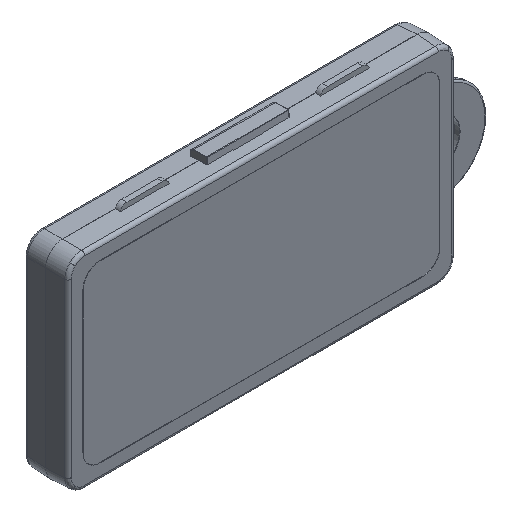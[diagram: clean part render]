
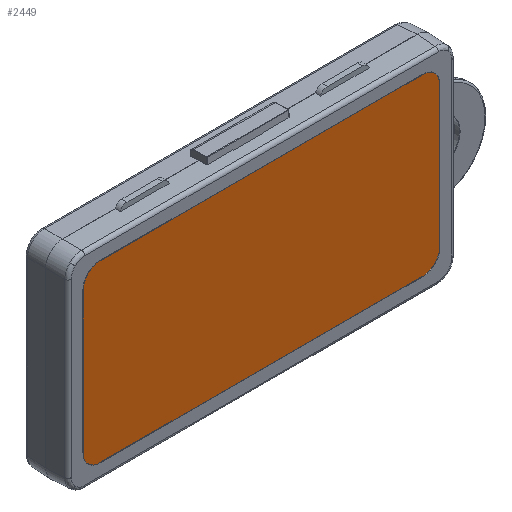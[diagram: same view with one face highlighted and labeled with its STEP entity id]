
A CAD part, isometric view. The second image highlights one B-rep face of the part: STEP entity #2449.
In plain terms, the highlighted planar face has unit normal (0, -1, 0).
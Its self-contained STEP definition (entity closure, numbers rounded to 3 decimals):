
#303 = LINE ( 'NONE', #5773, #5492 ) ;
#322 = DIRECTION ( 'NONE',  ( 0., -1., 0. ) ) ;
#436 = DIRECTION ( 'NONE',  ( 0., -1., 0. ) ) ;
#602 = ORIENTED_EDGE ( 'NONE', *, *, #4110, .T. ) ;
#655 = CARTESIAN_POINT ( 'NONE',  ( 53., 0.1, 21. ) ) ;
#671 = EDGE_CURVE ( 'NONE', #2522, #5751, #1716, .T. ) ;
#673 = CIRCLE ( 'NONE', #2503, 5. ) ;
#685 = AXIS2_PLACEMENT_3D ( 'NONE', #1103, #4281, #1928 ) ;
#704 = ORIENTED_EDGE ( 'NONE', *, *, #2022, .T. ) ;
#752 = CARTESIAN_POINT ( 'NONE',  ( -53., 0.1, 21. ) ) ;
#796 = CARTESIAN_POINT ( 'NONE',  ( 48., 0.1, -26. ) ) ;
#835 = CARTESIAN_POINT ( 'NONE',  ( -48., 0.1, -26. ) ) ;
#992 = CARTESIAN_POINT ( 'NONE',  ( -53., 0.1, -21. ) ) ;
#1061 = VERTEX_POINT ( 'NONE', #655 ) ;
#1103 = CARTESIAN_POINT ( 'NONE',  ( -48., 0.1, -21. ) ) ;
#1161 = VERTEX_POINT ( 'NONE', #796 ) ;
#1245 = ORIENTED_EDGE ( 'NONE', *, *, #671, .T. ) ;
#1266 = DIRECTION ( 'NONE',  ( 0., 0., -1. ) ) ;
#1294 = DIRECTION ( 'NONE',  ( 0., -1., 0. ) ) ;
#1306 = DIRECTION ( 'NONE',  ( 0., -1., 0. ) ) ;
#1429 = VECTOR ( 'NONE', #5031, 1000. ) ;
#1713 = CARTESIAN_POINT ( 'NONE',  ( -53., 0.1, 26. ) ) ;
#1716 = CIRCLE ( 'NONE', #3639, 5. ) ;
#1928 = DIRECTION ( 'NONE',  ( 0., 0., -1. ) ) ;
#1968 = ORIENTED_EDGE ( 'NONE', *, *, #4692, .T. ) ;
#2022 = EDGE_CURVE ( 'NONE', #2376, #1061, #5626, .T. ) ;
#2186 = PLANE ( 'NONE',  #3011 ) ;
#2208 = DIRECTION ( 'NONE',  ( 1., 0., 0. ) ) ;
#2301 = DIRECTION ( 'NONE',  ( 0., 0., -1. ) ) ;
#2376 = VERTEX_POINT ( 'NONE', #4198 ) ;
#2449 = ADVANCED_FACE ( 'NONE', ( #5368 ), #2186, .T. ) ;
#2503 = AXIS2_PLACEMENT_3D ( 'NONE', #4883, #1294, #4970 ) ;
#2522 = VERTEX_POINT ( 'NONE', #3976 ) ;
#2671 = DIRECTION ( 'NONE',  ( 0., 0., -1. ) ) ;
#2675 = EDGE_CURVE ( 'NONE', #5897, #4122, #4156, .T. ) ;
#2780 = DIRECTION ( 'NONE',  ( 0., 0., 1. ) ) ;
#2848 = CARTESIAN_POINT ( 'NONE',  ( 53., 0.1, 26. ) ) ;
#2878 = ORIENTED_EDGE ( 'NONE', *, *, #2962, .T. ) ;
#2962 = EDGE_CURVE ( 'NONE', #4122, #1161, #5445, .T. ) ;
#3011 = AXIS2_PLACEMENT_3D ( 'NONE', #3075, #322, #2671 ) ;
#3075 = CARTESIAN_POINT ( 'NONE',  ( 0., 0.1, 0. ) ) ;
#3310 = CARTESIAN_POINT ( 'NONE',  ( 48., 0.1, 21. ) ) ;
#3526 = EDGE_CURVE ( 'NONE', #1061, #3537, #5109, .T. ) ;
#3537 = VERTEX_POINT ( 'NONE', #5151 ) ;
#3597 = CARTESIAN_POINT ( 'NONE',  ( -48., 0.1, 21. ) ) ;
#3639 = AXIS2_PLACEMENT_3D ( 'NONE', #3597, #1306, #2301 ) ;
#3953 = AXIS2_PLACEMENT_3D ( 'NONE', #3310, #436, #4123 ) ;
#3976 = CARTESIAN_POINT ( 'NONE',  ( -48., 0.1, 26. ) ) ;
#4046 = EDGE_CURVE ( 'NONE', #5751, #5897, #303, .T. ) ;
#4110 = EDGE_CURVE ( 'NONE', #1161, #2376, #673, .T. ) ;
#4122 = VERTEX_POINT ( 'NONE', #835 ) ;
#4123 = DIRECTION ( 'NONE',  ( 0., 0., -1. ) ) ;
#4156 = CIRCLE ( 'NONE', #685, 5. ) ;
#4198 = CARTESIAN_POINT ( 'NONE',  ( 53., 0.1, -21. ) ) ;
#4281 = DIRECTION ( 'NONE',  ( 0., -1., 0. ) ) ;
#4668 = ORIENTED_EDGE ( 'NONE', *, *, #4046, .T. ) ;
#4692 = EDGE_CURVE ( 'NONE', #3537, #2522, #4908, .T. ) ;
#4883 = CARTESIAN_POINT ( 'NONE',  ( 48., 0.1, -21. ) ) ;
#4896 = EDGE_LOOP ( 'NONE', ( #4668, #5623, #2878, #602, #704, #5303, #1968, #1245 ) ) ;
#4908 = LINE ( 'NONE', #1713, #1429 ) ;
#4970 = DIRECTION ( 'NONE',  ( 0., 0., -1. ) ) ;
#5031 = DIRECTION ( 'NONE',  ( -1., 0., 0. ) ) ;
#5109 = CIRCLE ( 'NONE', #3953, 5. ) ;
#5151 = CARTESIAN_POINT ( 'NONE',  ( 48., 0.1, 26. ) ) ;
#5303 = ORIENTED_EDGE ( 'NONE', *, *, #3526, .T. ) ;
#5320 = VECTOR ( 'NONE', #2780, 1000. ) ;
#5368 = FACE_OUTER_BOUND ( 'NONE', #4896, .T. ) ;
#5445 = LINE ( 'NONE', #5473, #5719 ) ;
#5473 = CARTESIAN_POINT ( 'NONE',  ( -53., 0.1, -26. ) ) ;
#5492 = VECTOR ( 'NONE', #1266, 1000. ) ;
#5623 = ORIENTED_EDGE ( 'NONE', *, *, #2675, .T. ) ;
#5626 = LINE ( 'NONE', #2848, #5320 ) ;
#5719 = VECTOR ( 'NONE', #2208, 1000. ) ;
#5751 = VERTEX_POINT ( 'NONE', #752 ) ;
#5773 = CARTESIAN_POINT ( 'NONE',  ( -53., 0.1, 26. ) ) ;
#5897 = VERTEX_POINT ( 'NONE', #992 ) ;
